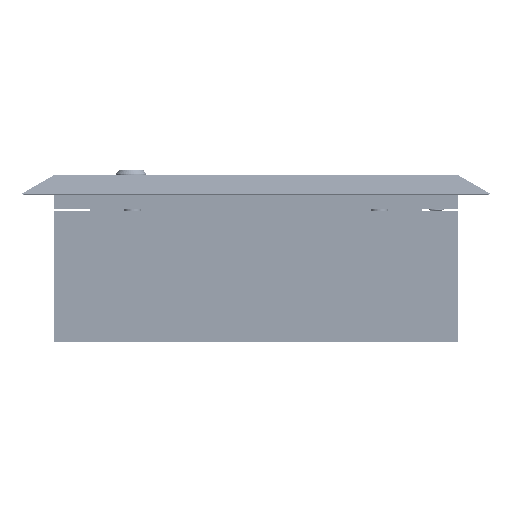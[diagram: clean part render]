
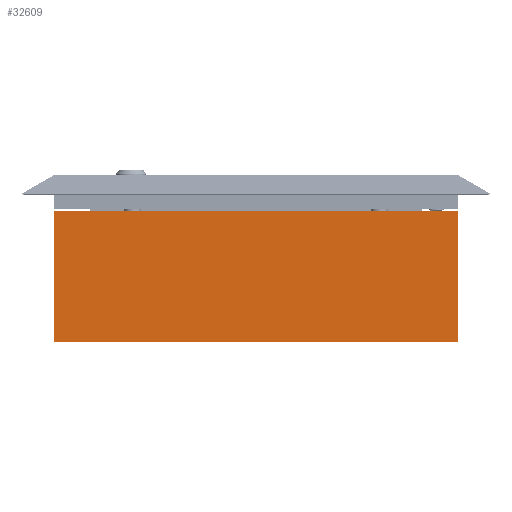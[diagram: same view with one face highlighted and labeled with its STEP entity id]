
A CAD part, front view. The second image highlights one B-rep face of the part: STEP entity #32609.
In plain terms, the highlighted planar face has unit normal (0, -1, 0).
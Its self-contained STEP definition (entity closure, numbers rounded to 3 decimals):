
#717 = ORIENTED_EDGE ( 'NONE', *, *, #260201, .T. ) ;
#18319 = FACE_OUTER_BOUND ( 'NONE', #168215, .T. ) ;
#32609 = ADVANCED_FACE ( 'NONE', ( #18319 ), #229505, .F. ) ;
#38830 = CARTESIAN_POINT ( 'NONE',  ( -313.855, -518.78, 554.919 ) ) ;
#48877 = DIRECTION ( 'NONE',  ( 1., 0., 0. ) ) ;
#51184 = CARTESIAN_POINT ( 'NONE',  ( 1.145, -518.78, 452.119 ) ) ;
#56218 = VECTOR ( 'NONE', #48877, 1000. ) ;
#67411 = DIRECTION ( 'NONE',  ( 0., 1., 0. ) ) ;
#101849 = EDGE_CURVE ( 'NONE', #449939, #141587, #441506, .T. ) ;
#123526 = VERTEX_POINT ( 'NONE', #184904 ) ;
#141587 = VERTEX_POINT ( 'NONE', #51184 ) ;
#142275 = AXIS2_PLACEMENT_3D ( 'NONE', #205765, #67411, #278584 ) ;
#144709 = CARTESIAN_POINT ( 'NONE',  ( 1.145, -518.78, 554.919 ) ) ;
#168215 = EDGE_LOOP ( 'NONE', ( #332288, #301461, #243718, #717 ) ) ;
#184904 = CARTESIAN_POINT ( 'NONE',  ( -313.855, -518.78, 452.119 ) ) ;
#185301 = LINE ( 'NONE', #436096, #456574 ) ;
#186707 = VERTEX_POINT ( 'NONE', #38830 ) ;
#197796 = EDGE_CURVE ( 'NONE', #186707, #449939, #185301, .T. ) ;
#198733 = CARTESIAN_POINT ( 'NONE',  ( -156.355, -518.78, 452.119 ) ) ;
#205765 = CARTESIAN_POINT ( 'NONE',  ( -156.355, -518.78, 452.919 ) ) ;
#229505 = PLANE ( 'NONE',  #142275 ) ;
#231675 = LINE ( 'NONE', #198733, #56218 ) ;
#243718 = ORIENTED_EDGE ( 'NONE', *, *, #197796, .F. ) ;
#254351 = CARTESIAN_POINT ( 'NONE',  ( 1.145, -518.78, 458.576 ) ) ;
#259665 = LINE ( 'NONE', #437594, #286897 ) ;
#260201 = EDGE_CURVE ( 'NONE', #186707, #123526, #259665, .T. ) ;
#264262 = DIRECTION ( 'NONE',  ( 0., 0., -1. ) ) ;
#278584 = DIRECTION ( 'NONE',  ( 0., 0., 1. ) ) ;
#286897 = VECTOR ( 'NONE', #264262, 1000. ) ;
#301461 = ORIENTED_EDGE ( 'NONE', *, *, #101849, .F. ) ;
#324635 = DIRECTION ( 'NONE',  ( 0., 0., -1. ) ) ;
#332288 = ORIENTED_EDGE ( 'NONE', *, *, #463495, .T. ) ;
#405733 = DIRECTION ( 'NONE',  ( 1., 0., 0. ) ) ;
#436096 = CARTESIAN_POINT ( 'NONE',  ( -156.355, -518.78, 554.919 ) ) ;
#436432 = VECTOR ( 'NONE', #324635, 1000. ) ;
#437594 = CARTESIAN_POINT ( 'NONE',  ( -313.855, -518.78, 458.576 ) ) ;
#441506 = LINE ( 'NONE', #254351, #436432 ) ;
#449939 = VERTEX_POINT ( 'NONE', #144709 ) ;
#456574 = VECTOR ( 'NONE', #405733, 1000. ) ;
#463495 = EDGE_CURVE ( 'NONE', #123526, #141587, #231675, .T. ) ;
